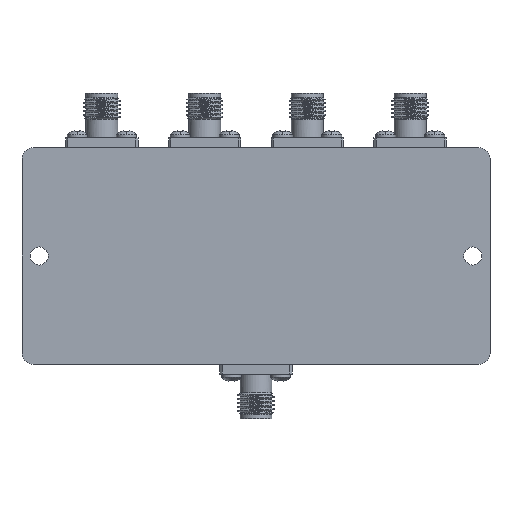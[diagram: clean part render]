
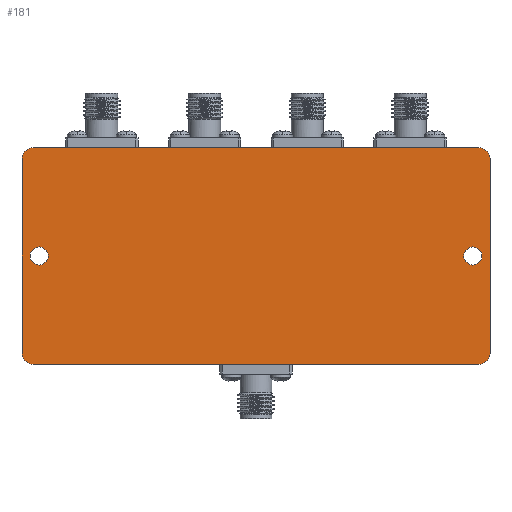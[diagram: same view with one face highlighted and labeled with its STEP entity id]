
A CAD part, front view. The second image highlights one B-rep face of the part: STEP entity #181.
In plain terms, the highlighted planar face has unit normal (0, -1, 0).
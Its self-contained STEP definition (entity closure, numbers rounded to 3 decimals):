
#24 = DIRECTION ( 'NONE',  ( 0., -1., 0. ) ) ;
#38 = VERTEX_POINT ( 'NONE', #4858 ) ;
#181 = ADVANCED_FACE ( 'NONE', ( #1529, #2277, #492 ), #2745, .T. ) ;
#243 = EDGE_CURVE ( 'NONE', #2813, #1319, #421, .T. ) ;
#252 = AXIS2_PLACEMENT_3D ( 'NONE', #1932, #4259, #3838 ) ;
#286 = DIRECTION ( 'NONE',  ( 0., 0., 1. ) ) ;
#362 = ORIENTED_EDGE ( 'NONE', *, *, #874, .T. ) ;
#395 = CARTESIAN_POINT ( 'NONE',  ( -41., -10.5, -19. ) ) ;
#421 = LINE ( 'NONE', #395, #4050 ) ;
#430 = VERTEX_POINT ( 'NONE', #3751 ) ;
#446 = CARTESIAN_POINT ( 'NONE',  ( 38., -10.5, 0. ) ) ;
#459 = CARTESIAN_POINT ( 'NONE',  ( -41., -10.5, 17. ) ) ;
#492 = FACE_OUTER_BOUND ( 'NONE', #3224, .T. ) ;
#499 = AXIS2_PLACEMENT_3D ( 'NONE', #3323, #2582, #286 ) ;
#572 = EDGE_CURVE ( 'NONE', #38, #1273, #4459, .T. ) ;
#711 = CARTESIAN_POINT ( 'NONE',  ( -38., -10.5, -1.59 ) ) ;
#775 = ORIENTED_EDGE ( 'NONE', *, *, #900, .T. ) ;
#874 = EDGE_CURVE ( 'NONE', #430, #3923, #4364, .T. ) ;
#900 = EDGE_CURVE ( 'NONE', #1778, #2813, #3647, .T. ) ;
#946 = DIRECTION ( 'NONE',  ( 0., 1., 0. ) ) ;
#952 = EDGE_LOOP ( 'NONE', ( #4715, #362 ) ) ;
#968 = CARTESIAN_POINT ( 'NONE',  ( 38., -10.5, 0. ) ) ;
#1022 = EDGE_CURVE ( 'NONE', #2412, #1778, #3319, .T. ) ;
#1054 = EDGE_CURVE ( 'NONE', #3524, #2412, #2373, .T. ) ;
#1068 = CARTESIAN_POINT ( 'NONE',  ( -41., -10.5, 19. ) ) ;
#1128 = VECTOR ( 'NONE', #4043, 1000. ) ;
#1194 = CARTESIAN_POINT ( 'NONE',  ( 39., -10.5, 17. ) ) ;
#1273 = VERTEX_POINT ( 'NONE', #1277 ) ;
#1277 = CARTESIAN_POINT ( 'NONE',  ( 39., -10.5, 19. ) ) ;
#1305 = CARTESIAN_POINT ( 'NONE',  ( -38., -10.5, 0. ) ) ;
#1319 = VERTEX_POINT ( 'NONE', #2052 ) ;
#1395 = CARTESIAN_POINT ( 'NONE',  ( -38., -10.5, 1.59 ) ) ;
#1449 = EDGE_CURVE ( 'NONE', #1703, #3605, #2695, .T. ) ;
#1525 = AXIS2_PLACEMENT_3D ( 'NONE', #2887, #2063, #2119 ) ;
#1529 = FACE_BOUND ( 'NONE', #4535, .T. ) ;
#1703 = VERTEX_POINT ( 'NONE', #711 ) ;
#1756 = AXIS2_PLACEMENT_3D ( 'NONE', #1305, #3299, #2180 ) ;
#1778 = VERTEX_POINT ( 'NONE', #4200 ) ;
#1837 = CARTESIAN_POINT ( 'NONE',  ( -39., -10.5, 17. ) ) ;
#1862 = ORIENTED_EDGE ( 'NONE', *, *, #572, .T. ) ;
#1932 = CARTESIAN_POINT ( 'NONE',  ( 0., -10.5, 0. ) ) ;
#1943 = DIRECTION ( 'NONE',  ( 0., -1., 0. ) ) ;
#1947 = ORIENTED_EDGE ( 'NONE', *, *, #3886, .T. ) ;
#1976 = VECTOR ( 'NONE', #3966, 1000. ) ;
#2021 = EDGE_CURVE ( 'NONE', #3923, #430, #3656, .T. ) ;
#2052 = CARTESIAN_POINT ( 'NONE',  ( 39., -10.5, -19. ) ) ;
#2063 = DIRECTION ( 'NONE',  ( 0., -1., 0. ) ) ;
#2119 = DIRECTION ( 'NONE',  ( 0., 0., -1. ) ) ;
#2122 = ORIENTED_EDGE ( 'NONE', *, *, #1449, .T. ) ;
#2180 = DIRECTION ( 'NONE',  ( 0., 0., 1. ) ) ;
#2220 = AXIS2_PLACEMENT_3D ( 'NONE', #3519, #2353, #4647 ) ;
#2250 = VERTEX_POINT ( 'NONE', #2617 ) ;
#2277 = FACE_BOUND ( 'NONE', #952, .T. ) ;
#2353 = DIRECTION ( 'NONE',  ( 0., -1., 0. ) ) ;
#2373 = CIRCLE ( 'NONE', #2613, 2. ) ;
#2412 = VERTEX_POINT ( 'NONE', #459 ) ;
#2522 = CARTESIAN_POINT ( 'NONE',  ( 41., -10.5, 19. ) ) ;
#2554 = LINE ( 'NONE', #2595, #1128 ) ;
#2582 = DIRECTION ( 'NONE',  ( 0., 1., 0. ) ) ;
#2595 = CARTESIAN_POINT ( 'NONE',  ( -41., -10.5, 19. ) ) ;
#2613 = AXIS2_PLACEMENT_3D ( 'NONE', #1837, #24, #4571 ) ;
#2617 = CARTESIAN_POINT ( 'NONE',  ( 41., -10.5, -17. ) ) ;
#2664 = ORIENTED_EDGE ( 'NONE', *, *, #4581, .T. ) ;
#2695 = CIRCLE ( 'NONE', #1756, 1.59 ) ;
#2724 = DIRECTION ( 'NONE',  ( 1., 0., 0. ) ) ;
#2745 = PLANE ( 'NONE',  #252 ) ;
#2813 = VERTEX_POINT ( 'NONE', #3777 ) ;
#2887 = CARTESIAN_POINT ( 'NONE',  ( 39., -10.5, -17. ) ) ;
#2934 = AXIS2_PLACEMENT_3D ( 'NONE', #1194, #1943, #3899 ) ;
#3024 = EDGE_CURVE ( 'NONE', #2250, #38, #4105, .T. ) ;
#3091 = ORIENTED_EDGE ( 'NONE', *, *, #3024, .T. ) ;
#3112 = CIRCLE ( 'NONE', #1525, 2. ) ;
#3224 = EDGE_LOOP ( 'NONE', ( #1947, #4355, #4761, #775, #4561, #2664, #3091, #1862 ) ) ;
#3299 = DIRECTION ( 'NONE',  ( 0., 1., 0. ) ) ;
#3319 = LINE ( 'NONE', #1068, #1976 ) ;
#3323 = CARTESIAN_POINT ( 'NONE',  ( -38., -10.5, 0. ) ) ;
#3332 = DIRECTION ( 'NONE',  ( 0., 0., 1. ) ) ;
#3519 = CARTESIAN_POINT ( 'NONE',  ( -39., -10.5, -17. ) ) ;
#3524 = VERTEX_POINT ( 'NONE', #4331 ) ;
#3605 = VERTEX_POINT ( 'NONE', #1395 ) ;
#3647 = CIRCLE ( 'NONE', #2220, 2. ) ;
#3656 = CIRCLE ( 'NONE', #3883, 1.59 ) ;
#3713 = AXIS2_PLACEMENT_3D ( 'NONE', #446, #946, #4348 ) ;
#3751 = CARTESIAN_POINT ( 'NONE',  ( 38., -10.5, 1.59 ) ) ;
#3777 = CARTESIAN_POINT ( 'NONE',  ( -39., -10.5, -19. ) ) ;
#3838 = DIRECTION ( 'NONE',  ( 0., 0., -1. ) ) ;
#3883 = AXIS2_PLACEMENT_3D ( 'NONE', #968, #4444, #4067 ) ;
#3886 = EDGE_CURVE ( 'NONE', #1273, #3524, #2554, .T. ) ;
#3899 = DIRECTION ( 'NONE',  ( 0., 0., -1. ) ) ;
#3923 = VERTEX_POINT ( 'NONE', #4424 ) ;
#3966 = DIRECTION ( 'NONE',  ( 0., 0., -1. ) ) ;
#4043 = DIRECTION ( 'NONE',  ( -1., 0., 0. ) ) ;
#4050 = VECTOR ( 'NONE', #2724, 1000. ) ;
#4067 = DIRECTION ( 'NONE',  ( 0., 0., 1. ) ) ;
#4105 = LINE ( 'NONE', #2522, #4292 ) ;
#4200 = CARTESIAN_POINT ( 'NONE',  ( -41., -10.5, -17. ) ) ;
#4259 = DIRECTION ( 'NONE',  ( 0., -1., 0. ) ) ;
#4292 = VECTOR ( 'NONE', #3332, 1000. ) ;
#4331 = CARTESIAN_POINT ( 'NONE',  ( -39., -10.5, 19. ) ) ;
#4348 = DIRECTION ( 'NONE',  ( 0., 0., 1. ) ) ;
#4355 = ORIENTED_EDGE ( 'NONE', *, *, #1054, .T. ) ;
#4364 = CIRCLE ( 'NONE', #3713, 1.59 ) ;
#4424 = CARTESIAN_POINT ( 'NONE',  ( 38., -10.5, -1.59 ) ) ;
#4444 = DIRECTION ( 'NONE',  ( 0., 1., 0. ) ) ;
#4459 = CIRCLE ( 'NONE', #2934, 2. ) ;
#4535 = EDGE_LOOP ( 'NONE', ( #2122, #4837 ) ) ;
#4561 = ORIENTED_EDGE ( 'NONE', *, *, #243, .T. ) ;
#4571 = DIRECTION ( 'NONE',  ( 0., 0., -1. ) ) ;
#4581 = EDGE_CURVE ( 'NONE', #1319, #2250, #3112, .T. ) ;
#4647 = DIRECTION ( 'NONE',  ( 0., 0., -1. ) ) ;
#4715 = ORIENTED_EDGE ( 'NONE', *, *, #2021, .T. ) ;
#4761 = ORIENTED_EDGE ( 'NONE', *, *, #1022, .T. ) ;
#4801 = CIRCLE ( 'NONE', #499, 1.59 ) ;
#4803 = EDGE_CURVE ( 'NONE', #3605, #1703, #4801, .T. ) ;
#4837 = ORIENTED_EDGE ( 'NONE', *, *, #4803, .T. ) ;
#4858 = CARTESIAN_POINT ( 'NONE',  ( 41., -10.5, 17. ) ) ;
